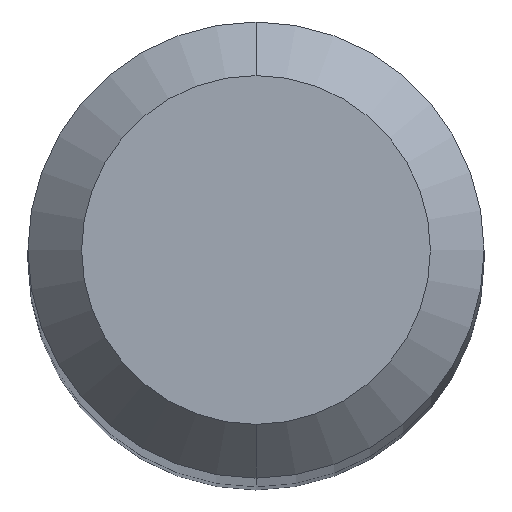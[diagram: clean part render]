
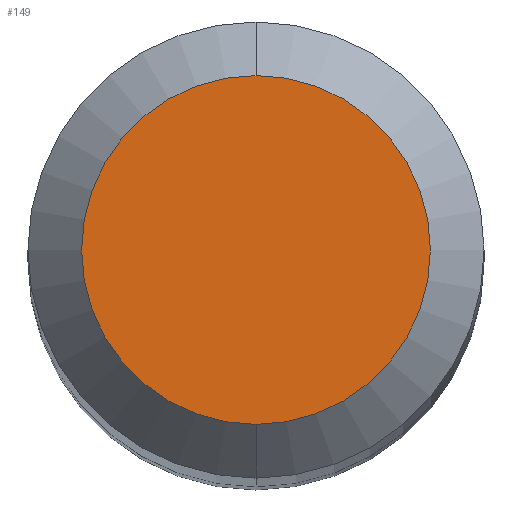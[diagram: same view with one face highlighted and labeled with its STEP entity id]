
A CAD part, top view. The second image highlights one B-rep face of the part: STEP entity #149.
In plain terms, the highlighted planar face has unit normal (0, 0, 1).
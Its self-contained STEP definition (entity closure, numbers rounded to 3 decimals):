
#9 = DIRECTION ( 'NONE',  ( 0., 1., 0. ) ) ;
#10 = CARTESIAN_POINT ( 'NONE',  ( 0., -1.3, 52. ) ) ;
#12 = DIRECTION ( 'NONE',  ( 0., 0., -1. ) ) ;
#31 = EDGE_LOOP ( 'NONE', ( #333, #179 ) ) ;
#34 = DIRECTION ( 'NONE',  ( 0., 1., 0. ) ) ;
#52 = FACE_OUTER_BOUND ( 'NONE', #31, .T. ) ;
#85 = AXIS2_PLACEMENT_3D ( 'NONE', #194, #118, #34 ) ;
#118 = DIRECTION ( 'NONE',  ( 0., 0., -1. ) ) ;
#127 = DIRECTION ( 'NONE',  ( 0., 1., 0. ) ) ;
#129 = EDGE_CURVE ( 'NONE', #156, #231, #141, .T. ) ;
#141 = CIRCLE ( 'NONE', #85, 1.3 ) ;
#149 = ADVANCED_FACE ( 'NONE', ( #52 ), #190, .F. ) ;
#156 = VERTEX_POINT ( 'NONE', #10 ) ;
#179 = ORIENTED_EDGE ( 'NONE', *, *, #129, .F. ) ;
#181 = CARTESIAN_POINT ( 'NONE',  ( 0., 0., 52. ) ) ;
#187 = CIRCLE ( 'NONE', #199, 1.3 ) ;
#190 = PLANE ( 'NONE',  #327 ) ;
#194 = CARTESIAN_POINT ( 'NONE',  ( 0., 0., 52. ) ) ;
#199 = AXIS2_PLACEMENT_3D ( 'NONE', #181, #281, #127 ) ;
#231 = VERTEX_POINT ( 'NONE', #259 ) ;
#239 = CARTESIAN_POINT ( 'NONE',  ( 0., 0., 52. ) ) ;
#259 = CARTESIAN_POINT ( 'NONE',  ( 0., 1.3, 52. ) ) ;
#281 = DIRECTION ( 'NONE',  ( 0., 0., -1. ) ) ;
#319 = EDGE_CURVE ( 'NONE', #231, #156, #187, .T. ) ;
#327 = AXIS2_PLACEMENT_3D ( 'NONE', #239, #12, #9 ) ;
#333 = ORIENTED_EDGE ( 'NONE', *, *, #319, .F. ) ;
